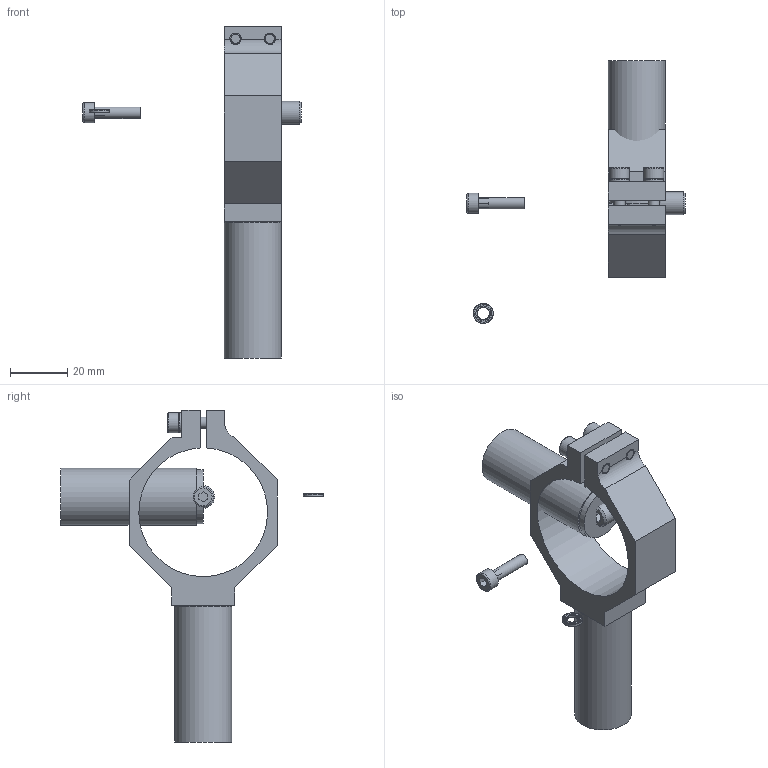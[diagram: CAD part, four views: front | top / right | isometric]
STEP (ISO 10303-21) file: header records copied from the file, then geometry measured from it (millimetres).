
FILE_DESCRIPTION( ( 'Unknown' ), '1' );
FILE_NAME( 'CA.04.10.45.stp', 'Unknown', ( 'Unknown' ), ( 'Unknown' ), 'PSStep 13.0', 'Unknown', ' ' );
FILE_SCHEMA( ( 'AUTOMOTIVE_DESIGN { 1 0 10303 214 1 1 1 1 }' ) );
Length unit declared in the file: millimetre
Products named in the file (6): Assem1; 04.10.01; G-EI M  8 x 20; 04-10-45-01; V-tcei M  4 x 16; R.4.SCH
Bounding box: 76.46 x 92.14 x 116.44 mm (x, y, z)
Volume: 68833.5 mm3; surface area: 30518.2 mm2
Topology: 9 solids, 12 shells, 721 faces, 2065 edges, 1371 vertices
Faces by surface type: plane 672, cylinder 36, cone 7, torus 6
Full cylindrical faces by diameter (mm): 3.242 x4, 4 x3, 4.2 x4, 4.3 x3, 6.647 x2, 6.917 x2, 7 x6, 8 x2, 18.8 x2, 19 x2, 20 x2
Entity records: 10168 total; most frequent: CARTESIAN_POINT 1484, DIRECTION 1450, ORIENTED_EDGE 1398, EDGE_CURVE 699, AXIS2_PLACEMENT_3D 489, VERTEX_POINT 475, LINE 472, VECTOR 472
